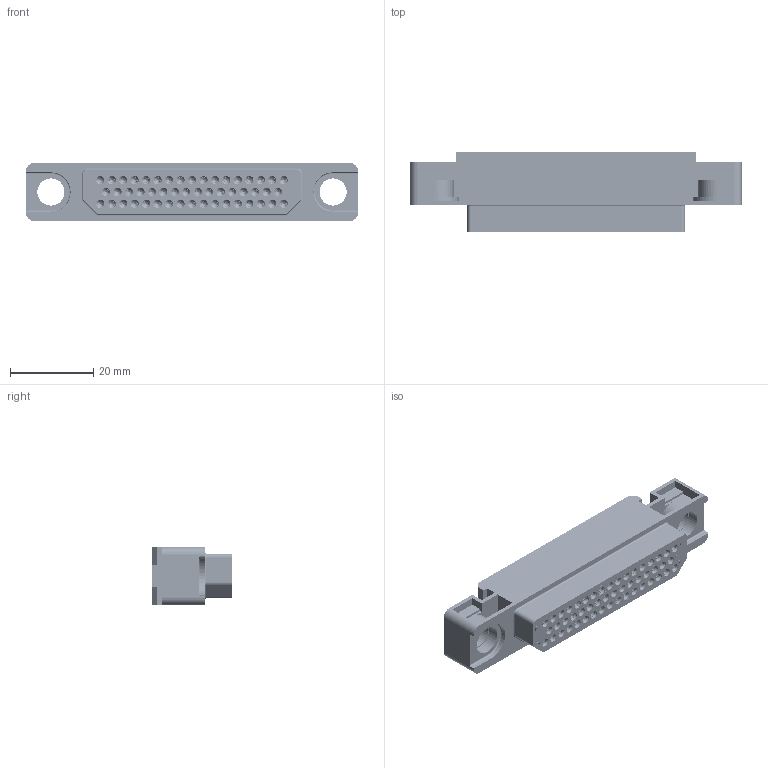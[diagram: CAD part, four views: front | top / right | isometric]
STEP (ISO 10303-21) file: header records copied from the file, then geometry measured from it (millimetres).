
FILE_DESCRIPTION((''),'2;1');
FILE_NAME('1900ND01S2X00D','2020-08-05T',('presta_be4'),(''),'CREO PARAMETRIC BY PTC INC, 2018360','CREO PARAMETRIC BY PTC INC, 2018360','');
FILE_SCHEMA(('CONFIG_CONTROL_DESIGN'));
Products named in the file (1): 1900ND01S2X00D
Bounding box: 80 x 19.32 x 14 mm (x, y, z)
Volume: 12288 mm3; surface area: 25746.6 mm2
Topology: 13 solids, 13 shells, 7303 faces, 18960 edges, 11928 vertices
Faces by surface type: plane 3035, cylinder 1956, cone 1204, torus 908, bspline 200
Entity records: 277296 total; most frequent: CARTESIAN_POINT 96995, DIRECTION 38286, ORIENTED_EDGE 37520, EDGE_CURVE 18760, AXIS2_PLACEMENT_3D 14423, VERTEX_POINT 11928, VECTOR 9440, LINE 9440
